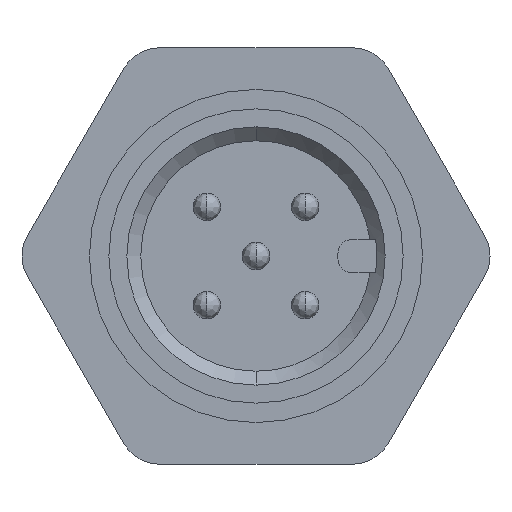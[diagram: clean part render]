
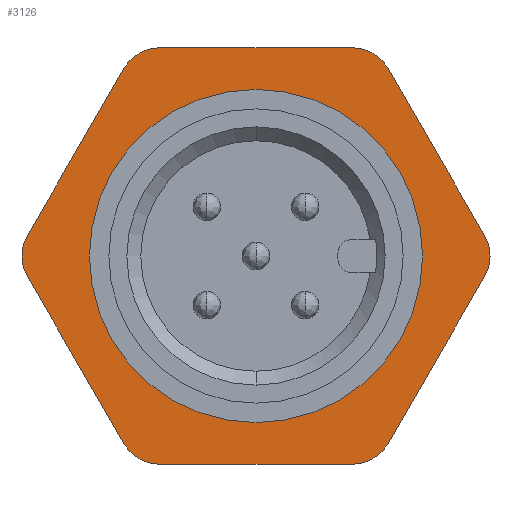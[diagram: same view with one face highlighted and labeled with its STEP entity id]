
A CAD part, left-side view. The second image highlights one B-rep face of the part: STEP entity #3126.
In plain terms, the highlighted planar face has unit normal (-1, 0, 0).
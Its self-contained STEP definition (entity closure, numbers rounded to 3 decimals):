
#11 = CARTESIAN_POINT ( 'NONE',  ( 15.6, 4.763, -6.75 ) ) ;
#37 = ORIENTED_EDGE ( 'NONE', *, *, #1578, .F. ) ;
#54 = ORIENTED_EDGE ( 'NONE', *, *, #1080, .F. ) ;
#120 = VERTEX_POINT ( 'NONE', #3416 ) ;
#129 = EDGE_LOOP ( 'NONE', ( #37, #54 ) ) ;
#137 = VECTOR ( 'NONE', #1649, 1000. ) ;
#151 = CARTESIAN_POINT ( 'NONE',  ( 15.6, -4.763, 6.75 ) ) ;
#159 = DIRECTION ( 'NONE',  ( 0., -0.5, -0.866 ) ) ;
#209 = CIRCLE ( 'NONE', #2736, 1.5 ) ;
#261 = CIRCLE ( 'NONE', #2713, 6. ) ;
#350 = CIRCLE ( 'NONE', #2701, 1.5 ) ;
#352 = ORIENTED_EDGE ( 'NONE', *, *, #3345, .F. ) ;
#398 = ORIENTED_EDGE ( 'NONE', *, *, #1397, .F. ) ;
#426 = EDGE_CURVE ( 'NONE', #805, #2081, #1191, .T. ) ;
#515 = CARTESIAN_POINT ( 'NONE',  ( 15.6, 3.464, -7.5 ) ) ;
#622 = VERTEX_POINT ( 'NONE', #792 ) ;
#667 = LINE ( 'NONE', #3074, #722 ) ;
#722 = VECTOR ( 'NONE', #3057, 1000. ) ;
#727 = CARTESIAN_POINT ( 'NONE',  ( 15.6, 0., 7.5 ) ) ;
#747 = DIRECTION ( 'NONE',  ( 0., -1., 0. ) ) ;
#792 = CARTESIAN_POINT ( 'NONE',  ( 15.6, 3.464, 7.5 ) ) ;
#805 = VERTEX_POINT ( 'NONE', #2055 ) ;
#817 = DIRECTION ( 'NONE',  ( 0., 0., -1. ) ) ;
#822 = PLANE ( 'NONE',  #2320 ) ;
#841 = EDGE_CURVE ( 'NONE', #2030, #2623, #2789, .T. ) ;
#850 = DIRECTION ( 'NONE',  ( 0., 0., -1. ) ) ;
#856 = DIRECTION ( 'NONE',  ( 1., 0., 0. ) ) ;
#857 = CARTESIAN_POINT ( 'NONE',  ( 15.6, -3.464, 6. ) ) ;
#889 = CARTESIAN_POINT ( 'NONE',  ( 15.6, 0., 0. ) ) ;
#890 = DIRECTION ( 'NONE',  ( -1., 0., 0. ) ) ;
#893 = DIRECTION ( 'NONE',  ( 0., 0., 1. ) ) ;
#930 = CARTESIAN_POINT ( 'NONE',  ( 15.6, 0., -8.66 ) ) ;
#931 = DIRECTION ( 'NONE',  ( 1., 0., 0. ) ) ;
#979 = LINE ( 'NONE', #727, #2560 ) ;
#1035 = ORIENTED_EDGE ( 'NONE', *, *, #1516, .F. ) ;
#1080 = EDGE_CURVE ( 'NONE', #1829, #1778, #1848, .T. ) ;
#1131 = ORIENTED_EDGE ( 'NONE', *, *, #3330, .F. ) ;
#1138 = FACE_BOUND ( 'NONE', #129, .T. ) ;
#1191 = LINE ( 'NONE', #151, #3251 ) ;
#1295 = VECTOR ( 'NONE', #3035, 1000. ) ;
#1333 = CARTESIAN_POINT ( 'NONE',  ( 15.6, -6.928, 0. ) ) ;
#1337 = DIRECTION ( 'NONE',  ( 1., 0., 0. ) ) ;
#1338 = DIRECTION ( 'NONE',  ( 0., 0., -1. ) ) ;
#1397 = EDGE_CURVE ( 'NONE', #2081, #2874, #2837, .T. ) ;
#1417 = ORIENTED_EDGE ( 'NONE', *, *, #426, .F. ) ;
#1488 = ORIENTED_EDGE ( 'NONE', *, *, #3447, .F. ) ;
#1516 = EDGE_CURVE ( 'NONE', #3286, #1899, #3298, .T. ) ;
#1561 = EDGE_CURVE ( 'NONE', #1899, #2513, #209, .T. ) ;
#1578 = EDGE_CURVE ( 'NONE', #1778, #1829, #261, .T. ) ;
#1593 = EDGE_CURVE ( 'NONE', #2212, #622, #350, .T. ) ;
#1595 = EDGE_LOOP ( 'NONE', ( #2116, #3350, #1035, #3152, #1488, #3366, #3145, #398, #1417, #1131, #352, #2853 ) ) ;
#1631 = CARTESIAN_POINT ( 'NONE',  ( 15.6, 4.763, -6.75 ) ) ;
#1649 = DIRECTION ( 'NONE',  ( 0., 0.5, 0.866 ) ) ;
#1768 = EDGE_CURVE ( 'NONE', #2874, #2030, #667, .T. ) ;
#1774 = CIRCLE ( 'NONE', #2000, 1.5 ) ;
#1778 = VERTEX_POINT ( 'NONE', #3051 ) ;
#1782 = CARTESIAN_POINT ( 'NONE',  ( 15.6, 6.928, 0. ) ) ;
#1790 = DIRECTION ( 'NONE',  ( 1., 0., 0. ) ) ;
#1793 = DIRECTION ( 'NONE',  ( 0., 0., -1. ) ) ;
#1829 = VERTEX_POINT ( 'NONE', #2992 ) ;
#1848 = CIRCLE ( 'NONE', #2857, 6. ) ;
#1892 = CARTESIAN_POINT ( 'NONE',  ( 15.6, 0., 0. ) ) ;
#1898 = DIRECTION ( 'NONE',  ( -1., 0., 0. ) ) ;
#1899 = VERTEX_POINT ( 'NONE', #2935 ) ;
#1902 = DIRECTION ( 'NONE',  ( 0., 0., 1. ) ) ;
#1949 = DIRECTION ( 'NONE',  ( 0., 0., -1. ) ) ;
#1976 = DIRECTION ( 'NONE',  ( 1., 0., 0. ) ) ;
#1997 = CARTESIAN_POINT ( 'NONE',  ( 15.6, 3.464, -6. ) ) ;
#2000 = AXIS2_PLACEMENT_3D ( 'NONE', #857, #856, #850 ) ;
#2030 = VERTEX_POINT ( 'NONE', #3324 ) ;
#2042 = AXIS2_PLACEMENT_3D ( 'NONE', #1997, #1976, #1949 ) ;
#2055 = CARTESIAN_POINT ( 'NONE',  ( 15.6, -4.763, 6.75 ) ) ;
#2074 = CARTESIAN_POINT ( 'NONE',  ( 15.6, -8.227, -0.75 ) ) ;
#2081 = VERTEX_POINT ( 'NONE', #3174 ) ;
#2089 = CARTESIAN_POINT ( 'NONE',  ( 15.6, 3.464, 6. ) ) ;
#2116 = ORIENTED_EDGE ( 'NONE', *, *, #2445, .F. ) ;
#2184 = DIRECTION ( 'NONE',  ( 1., 0., 0. ) ) ;
#2187 = DIRECTION ( 'NONE',  ( 0., 0., -1. ) ) ;
#2212 = VERTEX_POINT ( 'NONE', #2558 ) ;
#2256 = LINE ( 'NONE', #3235, #2412 ) ;
#2297 = DIRECTION ( 'NONE',  ( 0., 0., -1. ) ) ;
#2320 = AXIS2_PLACEMENT_3D ( 'NONE', #930, #931, #817 ) ;
#2321 = DIRECTION ( 'NONE',  ( 1., 0., 0. ) ) ;
#2377 = CARTESIAN_POINT ( 'NONE',  ( 15.6, -3.464, -6. ) ) ;
#2412 = VECTOR ( 'NONE', #3333, 1000. ) ;
#2431 = LINE ( 'NONE', #3042, #1295 ) ;
#2445 = EDGE_CURVE ( 'NONE', #2513, #2212, #2256, .T. ) ;
#2446 = FACE_OUTER_BOUND ( 'NONE', #1595, .T. ) ;
#2513 = VERTEX_POINT ( 'NONE', #2832 ) ;
#2558 = CARTESIAN_POINT ( 'NONE',  ( 15.6, 4.763, 6.75 ) ) ;
#2560 = VECTOR ( 'NONE', #747, 1000. ) ;
#2591 = CARTESIAN_POINT ( 'NONE',  ( 15.6, -3.464, -7.5 ) ) ;
#2598 = CIRCLE ( 'NONE', #2042, 1.5 ) ;
#2623 = VERTEX_POINT ( 'NONE', #2591 ) ;
#2701 = AXIS2_PLACEMENT_3D ( 'NONE', #2089, #2184, #2187 ) ;
#2713 = AXIS2_PLACEMENT_3D ( 'NONE', #1892, #1898, #1902 ) ;
#2736 = AXIS2_PLACEMENT_3D ( 'NONE', #1782, #1790, #1793 ) ;
#2775 = AXIS2_PLACEMENT_3D ( 'NONE', #1333, #1337, #1338 ) ;
#2789 = CIRCLE ( 'NONE', #2898, 1.5 ) ;
#2832 = CARTESIAN_POINT ( 'NONE',  ( 15.6, 8.227, 0.75 ) ) ;
#2837 = CIRCLE ( 'NONE', #2775, 1.5 ) ;
#2853 = ORIENTED_EDGE ( 'NONE', *, *, #1593, .F. ) ;
#2857 = AXIS2_PLACEMENT_3D ( 'NONE', #889, #890, #893 ) ;
#2874 = VERTEX_POINT ( 'NONE', #2074 ) ;
#2898 = AXIS2_PLACEMENT_3D ( 'NONE', #2377, #2321, #2297 ) ;
#2935 = CARTESIAN_POINT ( 'NONE',  ( 15.6, 8.227, -0.75 ) ) ;
#2992 = CARTESIAN_POINT ( 'NONE',  ( 15.6, 0., -6. ) ) ;
#3035 = DIRECTION ( 'NONE',  ( 0., 1., 0. ) ) ;
#3042 = CARTESIAN_POINT ( 'NONE',  ( 15.6, 0., -7.5 ) ) ;
#3051 = CARTESIAN_POINT ( 'NONE',  ( 15.6, 0., 6. ) ) ;
#3057 = DIRECTION ( 'NONE',  ( 0., 0.5, -0.866 ) ) ;
#3074 = CARTESIAN_POINT ( 'NONE',  ( 15.6, -8.227, -0.75 ) ) ;
#3126 = ADVANCED_FACE ( 'NONE', ( #2446, #1138 ), #822, .F. ) ;
#3145 = ORIENTED_EDGE ( 'NONE', *, *, #1768, .F. ) ;
#3152 = ORIENTED_EDGE ( 'NONE', *, *, #3312, .F. ) ;
#3174 = CARTESIAN_POINT ( 'NONE',  ( 15.6, -8.227, 0.75 ) ) ;
#3184 = VERTEX_POINT ( 'NONE', #515 ) ;
#3235 = CARTESIAN_POINT ( 'NONE',  ( 15.6, 8.227, 0.75 ) ) ;
#3251 = VECTOR ( 'NONE', #159, 1000. ) ;
#3286 = VERTEX_POINT ( 'NONE', #11 ) ;
#3298 = LINE ( 'NONE', #1631, #137 ) ;
#3312 = EDGE_CURVE ( 'NONE', #3184, #3286, #2598, .T. ) ;
#3324 = CARTESIAN_POINT ( 'NONE',  ( 15.6, -4.763, -6.75 ) ) ;
#3330 = EDGE_CURVE ( 'NONE', #120, #805, #1774, .T. ) ;
#3333 = DIRECTION ( 'NONE',  ( 0., -0.5, 0.866 ) ) ;
#3345 = EDGE_CURVE ( 'NONE', #622, #120, #979, .T. ) ;
#3350 = ORIENTED_EDGE ( 'NONE', *, *, #1561, .F. ) ;
#3366 = ORIENTED_EDGE ( 'NONE', *, *, #841, .F. ) ;
#3416 = CARTESIAN_POINT ( 'NONE',  ( 15.6, -3.464, 7.5 ) ) ;
#3447 = EDGE_CURVE ( 'NONE', #2623, #3184, #2431, .T. ) ;
